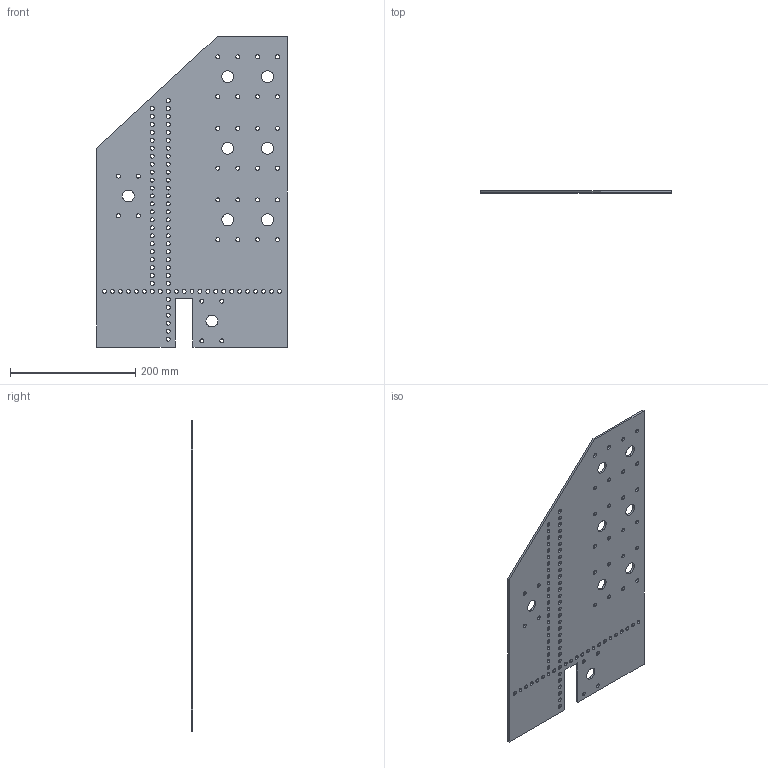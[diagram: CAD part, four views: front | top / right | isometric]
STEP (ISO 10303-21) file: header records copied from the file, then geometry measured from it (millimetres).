
FILE_DESCRIPTION(/* description */ ('STEP AP242','CAx-IF Rec.Pracs.---Representation and Presentation of Product Manufacturing Information (PMI)---4.0---2014-10-13','CAx-IF Rec.Pracs.---3D Tessellated Geometry---0.4---2014-09-14','2;1'),/* implementation_level */ '2;1');
FILE_NAME(/* name */ '6227dffd6273657bf21e94a6',/* time_stamp */ '2022-03-08T23:00:13+00:00',/* author */ (''),/* organization */ (''),/* preprocessor_version */ 'ST-DEVELOPER v18.101',/* originating_system */ ' ',/* authorisation */ ' ');
FILE_SCHEMA (('AP242_MANAGED_MODEL_BASED_3D_ENGINEERING_MIM_LF { 1 0 10303 442 1 1 4 }'));
Length unit declared in the file: metre
Products named in the file (1): Part 1
Bounding box: 304.8 x 3.17 x 495.3 mm (x, y, z)
Volume: 399866.4 mm3; surface area: 265476 mm2
Topology: 1 solids, 1 shells, 127 faces, 375 edges, 250 vertices
Faces by surface type: cylinder 116, plane 11
Full cylindrical faces by diameter (mm): 6.35 x108, 19.05 x8
Entity records: 4287 total; most frequent: DIRECTION 747, CARTESIAN_POINT 637, ORIENTED_EDGE 518, EDGE_LOOP 475, FACE_BOUND 475, AXIS2_PLACEMENT_3D 360, EDGE_CURVE 259, VERTEX_POINT 250
